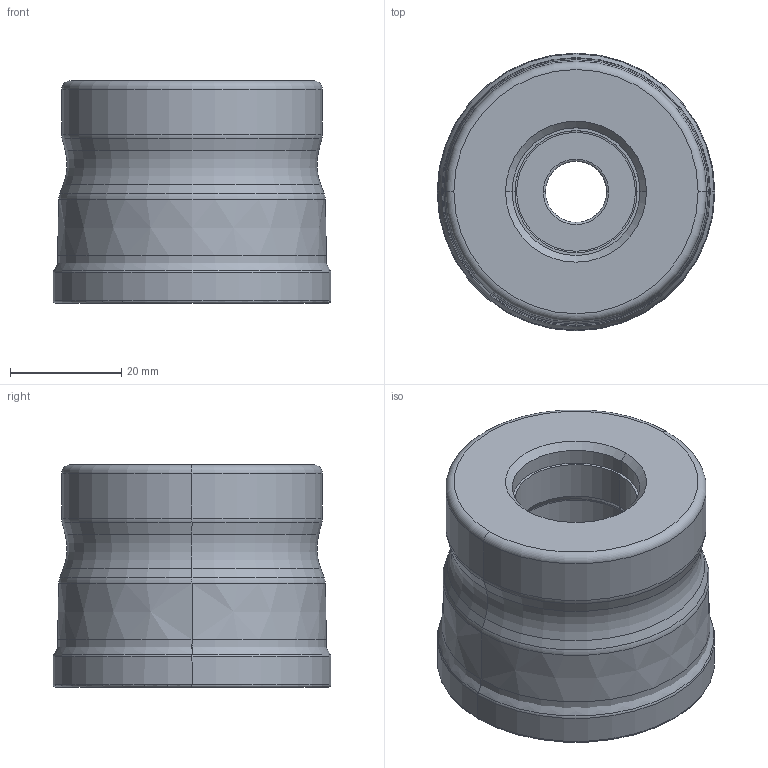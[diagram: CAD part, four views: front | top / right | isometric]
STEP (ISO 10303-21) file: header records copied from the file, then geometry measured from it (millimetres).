
FILE_DESCRIPTION(/* description */ (''),/* implementation_level */ '2;1');
FILE_NAME(/* name */ 'WWX200-050A05AR_MR0_4.stp',/* time_stamp */ '2022-11-11T15:11:09+09:00',/* author */ (''),/* organization */ (''),/* preprocessor_version */ 'ST-DEVELOPER v16',/* originating_system */ 'SIEMENS PLM Software NX 10.0',/* authorisation */ '');
FILE_SCHEMA (('AUTOMOTIVE_DESIGN { 1 0 10303 214 3 1 1 1 }'));
Length unit declared in the file: millimetre
Products named in the file (1): WWX200-050A05AR_MR0_4_ASM
Bounding box: 50 x 50 x 40 mm (x, y, z)
Volume: 63962.7 mm3; surface area: 15258.9 mm2
Topology: 2 solids, 2 shells, 93 faces, 214 edges, 154 vertices
Faces by surface type: torus 36, cone 20, cylinder 16, revolution 14, plane 7
Entity records: 4463 total; most frequent: CARTESIAN_POINT 2126, DIRECTION 536, ORIENTED_EDGE 392, AXIS2_PLACEMENT_3D 241, EDGE_CURVE 196, CIRCLE 153, VERTEX_POINT 110, EDGE_LOOP 100
